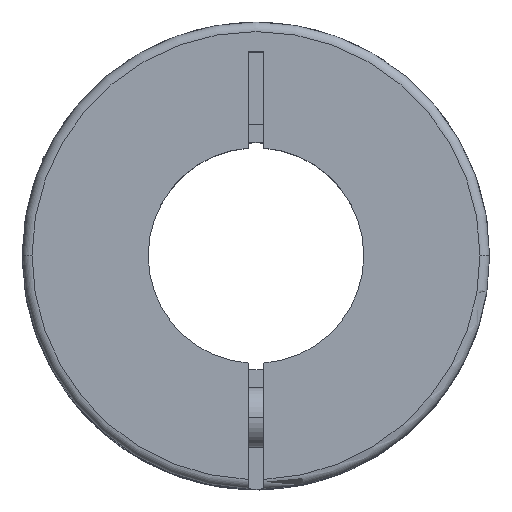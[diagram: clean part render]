
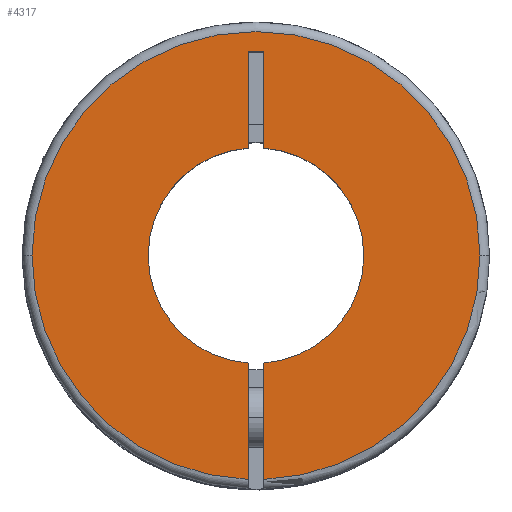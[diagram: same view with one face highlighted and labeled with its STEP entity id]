
A CAD part, top view. The second image highlights one B-rep face of the part: STEP entity #4317.
In plain terms, the highlighted planar face has unit normal (0, 0, 1).
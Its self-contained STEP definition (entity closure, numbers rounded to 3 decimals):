
#14 = VERTEX_POINT ( 'NONE', #2606 ) ;
#65 = LINE ( 'NONE', #4272, #2411 ) ;
#74 = CARTESIAN_POINT ( 'NONE',  ( 0.65, 17., 0. ) ) ;
#179 = EDGE_CURVE ( 'NONE', #14, #1535, #3127, .T. ) ;
#209 = ORIENTED_EDGE ( 'NONE', *, *, #735, .F. ) ;
#345 = VERTEX_POINT ( 'NONE', #2445 ) ;
#353 = PLANE ( 'NONE',  #984 ) ;
#387 = DIRECTION ( 'NONE',  ( 0., 0., -1. ) ) ;
#433 = VERTEX_POINT ( 'NONE', #74 ) ;
#503 = CARTESIAN_POINT ( 'NONE',  ( 0., 0., 0. ) ) ;
#611 = VERTEX_POINT ( 'NONE', #1657 ) ;
#677 = ORIENTED_EDGE ( 'NONE', *, *, #822, .T. ) ;
#692 = VECTOR ( 'NONE', #1767, 1000. ) ;
#714 = CARTESIAN_POINT ( 'NONE',  ( 0., 0., 0. ) ) ;
#729 = CARTESIAN_POINT ( 'NONE',  ( 0.65, -19.5, 0. ) ) ;
#735 = EDGE_CURVE ( 'NONE', #1629, #3716, #65, .T. ) ;
#799 = DIRECTION ( 'NONE',  ( -1., 0., 0. ) ) ;
#822 = EDGE_CURVE ( 'NONE', #830, #611, #2925, .T. ) ;
#830 = VERTEX_POINT ( 'NONE', #1523 ) ;
#984 = AXIS2_PLACEMENT_3D ( 'NONE', #2915, #1448, #2483 ) ;
#1055 = DIRECTION ( 'NONE',  ( 0., 1., 0. ) ) ;
#1083 = CARTESIAN_POINT ( 'NONE',  ( 0.65, 17., 0. ) ) ;
#1098 = CARTESIAN_POINT ( 'NONE',  ( 0.65, -18.689, 0. ) ) ;
#1157 = EDGE_CURVE ( 'NONE', #830, #433, #3195, .T. ) ;
#1182 = DIRECTION ( 'NONE',  ( -1., 0., 0. ) ) ;
#1193 = ORIENTED_EDGE ( 'NONE', *, *, #1493, .T. ) ;
#1196 = EDGE_CURVE ( 'NONE', #3716, #1942, #4517, .T. ) ;
#1280 = AXIS2_PLACEMENT_3D ( 'NONE', #714, #2190, #3606 ) ;
#1448 = DIRECTION ( 'NONE',  ( 0., 0., -1. ) ) ;
#1493 = EDGE_CURVE ( 'NONE', #1629, #14, #3327, .T. ) ;
#1523 = CARTESIAN_POINT ( 'NONE',  ( 0.65, 8.976, 0. ) ) ;
#1524 = DIRECTION ( 'NONE',  ( 0., 0., -1. ) ) ;
#1535 = VERTEX_POINT ( 'NONE', #4176 ) ;
#1561 = DIRECTION ( 'NONE',  ( -1., 0., 0. ) ) ;
#1567 = DIRECTION ( 'NONE',  ( 0., -1., 0. ) ) ;
#1586 = DIRECTION ( 'NONE',  ( 0., -1., 0. ) ) ;
#1629 = VERTEX_POINT ( 'NONE', #2435 ) ;
#1644 = AXIS2_PLACEMENT_3D ( 'NONE', #3275, #2207, #3620 ) ;
#1657 = CARTESIAN_POINT ( 'NONE',  ( 0.65, -8.976, 0. ) ) ;
#1751 = ORIENTED_EDGE ( 'NONE', *, *, #179, .T. ) ;
#1765 = AXIS2_PLACEMENT_3D ( 'NONE', #2272, #1524, #2250 ) ;
#1767 = DIRECTION ( 'NONE',  ( 0., 1., 0. ) ) ;
#1787 = FACE_OUTER_BOUND ( 'NONE', #2893, .T. ) ;
#1799 = CARTESIAN_POINT ( 'NONE',  ( 0., 0., 0. ) ) ;
#1904 = DIRECTION ( 'NONE',  ( 0., 0., -1. ) ) ;
#1942 = VERTEX_POINT ( 'NONE', #3679 ) ;
#1981 = CARTESIAN_POINT ( 'NONE',  ( -0.65, -18.689, 0. ) ) ;
#2064 = ORIENTED_EDGE ( 'NONE', *, *, #3541, .F. ) ;
#2160 = VECTOR ( 'NONE', #799, 1000. ) ;
#2182 = VERTEX_POINT ( 'NONE', #1098 ) ;
#2190 = DIRECTION ( 'NONE',  ( 0., 0., -1. ) ) ;
#2207 = DIRECTION ( 'NONE',  ( 0., 0., -1. ) ) ;
#2223 = DIRECTION ( 'NONE',  ( 0., 0., -1. ) ) ;
#2250 = DIRECTION ( 'NONE',  ( -1., 0., 0. ) ) ;
#2272 = CARTESIAN_POINT ( 'NONE',  ( 0., 0., 0. ) ) ;
#2310 = CARTESIAN_POINT ( 'NONE',  ( -0.65, 17., 0. ) ) ;
#2327 = VECTOR ( 'NONE', #1055, 1000. ) ;
#2348 = ORIENTED_EDGE ( 'NONE', *, *, #3909, .F. ) ;
#2395 = ORIENTED_EDGE ( 'NONE', *, *, #4403, .F. ) ;
#2400 = ORIENTED_EDGE ( 'NONE', *, *, #3595, .F. ) ;
#2407 = CIRCLE ( 'NONE', #3578, 18.7 ) ;
#2411 = VECTOR ( 'NONE', #1567, 1000. ) ;
#2435 = CARTESIAN_POINT ( 'NONE',  ( -0.65, -8.976, 0. ) ) ;
#2445 = CARTESIAN_POINT ( 'NONE',  ( -0.65, 17., 0. ) ) ;
#2483 = DIRECTION ( 'NONE',  ( 0., -1., 0. ) ) ;
#2531 = LINE ( 'NONE', #1083, #2160 ) ;
#2606 = CARTESIAN_POINT ( 'NONE',  ( -9., 0., 0. ) ) ;
#2798 = CARTESIAN_POINT ( 'NONE',  ( 18.7, 0., 0. ) ) ;
#2806 = ORIENTED_EDGE ( 'NONE', *, *, #1157, .F. ) ;
#2893 = EDGE_LOOP ( 'NONE', ( #3458, #209, #1193, #1751, #2064, #4357, #2806, #677, #2395, #2348, #2400 ) ) ;
#2915 = CARTESIAN_POINT ( 'NONE',  ( 0., 0., 0. ) ) ;
#2925 = CIRCLE ( 'NONE', #3810, 9. ) ;
#3127 = CIRCLE ( 'NONE', #1644, 9. ) ;
#3195 = LINE ( 'NONE', #729, #2327 ) ;
#3275 = CARTESIAN_POINT ( 'NONE',  ( 0., 0., 0. ) ) ;
#3298 = DIRECTION ( 'NONE',  ( -1., 0., 0. ) ) ;
#3327 = CIRCLE ( 'NONE', #1765, 9. ) ;
#3458 = ORIENTED_EDGE ( 'NONE', *, *, #1196, .F. ) ;
#3541 = EDGE_CURVE ( 'NONE', #345, #1535, #4321, .T. ) ;
#3554 = CARTESIAN_POINT ( 'NONE',  ( 0., 0., 0. ) ) ;
#3578 = AXIS2_PLACEMENT_3D ( 'NONE', #503, #1904, #1561 ) ;
#3595 = EDGE_CURVE ( 'NONE', #1942, #4016, #2407, .T. ) ;
#3604 = LINE ( 'NONE', #3908, #692 ) ;
#3606 = DIRECTION ( 'NONE',  ( -1., 0., 0. ) ) ;
#3620 = DIRECTION ( 'NONE',  ( -1., 0., 0. ) ) ;
#3679 = CARTESIAN_POINT ( 'NONE',  ( -18.7, 0., 0. ) ) ;
#3716 = VERTEX_POINT ( 'NONE', #1981 ) ;
#3810 = AXIS2_PLACEMENT_3D ( 'NONE', #3554, #387, #3298 ) ;
#3908 = CARTESIAN_POINT ( 'NONE',  ( 0.65, -19.5, 0. ) ) ;
#3909 = EDGE_CURVE ( 'NONE', #4016, #2182, #4450, .T. ) ;
#3944 = VECTOR ( 'NONE', #1586, 1000. ) ;
#3952 = AXIS2_PLACEMENT_3D ( 'NONE', #1799, #2223, #1182 ) ;
#4016 = VERTEX_POINT ( 'NONE', #2798 ) ;
#4176 = CARTESIAN_POINT ( 'NONE',  ( -0.65, 8.976, 0. ) ) ;
#4210 = EDGE_CURVE ( 'NONE', #433, #345, #2531, .T. ) ;
#4272 = CARTESIAN_POINT ( 'NONE',  ( -0.65, 17., 0. ) ) ;
#4317 = ADVANCED_FACE ( 'NONE', ( #1787 ), #353, .F. ) ;
#4321 = LINE ( 'NONE', #2310, #3944 ) ;
#4357 = ORIENTED_EDGE ( 'NONE', *, *, #4210, .F. ) ;
#4403 = EDGE_CURVE ( 'NONE', #2182, #611, #3604, .T. ) ;
#4450 = CIRCLE ( 'NONE', #3952, 18.7 ) ;
#4517 = CIRCLE ( 'NONE', #1280, 18.7 ) ;
